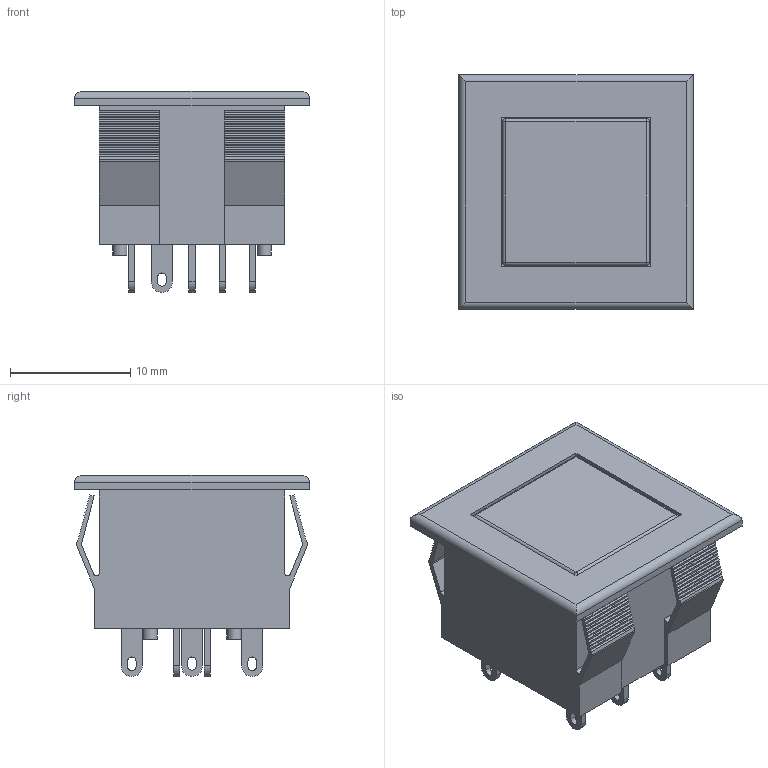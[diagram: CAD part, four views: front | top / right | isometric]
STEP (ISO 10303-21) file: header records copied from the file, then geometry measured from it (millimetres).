
FILE_DESCRIPTION(/* description */ (''),/* implementation_level */ '2;1');
FILE_NAME(/* name */ 'ULP22xxM1xPMCL1xxxxxx.stp',/* time_stamp */ '2025-06-04T14:02:05-05:00',/* author */ ('mroman'),/* organization */ (''),/* preprocessor_version */ 'ST-DEVELOPER v18.1',/* originating_system */ 'Autodesk Inventor 2022',/* authorisation */ '');
FILE_SCHEMA (('AUTOMOTIVE_DESIGN { 1 0 10303 214 3 1 1 }'));
Length unit declared in the file: centimetre
Products named in the file (1): ULP22xxM1xPMCL1xxxxxx
Bounding box: 19.5 x 19.5 x 16.7 mm (x, y, z)
Volume: 1477.5 mm3; surface area: 3914.3 mm2
Topology: 10 solids, 11 shells, 462 faces, 1261 edges, 837 vertices
Faces by surface type: plane 399, cylinder 59, sphere 4
Full cylindrical faces by diameter (mm): 1.2 x4
Entity records: 14455 total; most frequent: CARTESIAN_POINT 2557, ORIENTED_EDGE 2514, DIRECTION 2293, EDGE_CURVE 1257, LINE 1147, VECTOR 1147, VERTEX_POINT 837, AXIS2_PLACEMENT_3D 573
